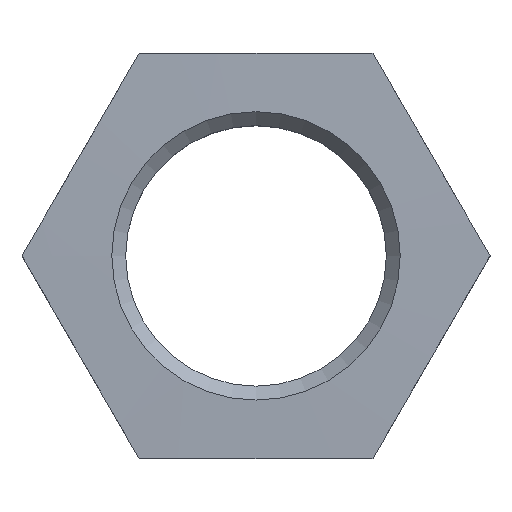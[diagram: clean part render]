
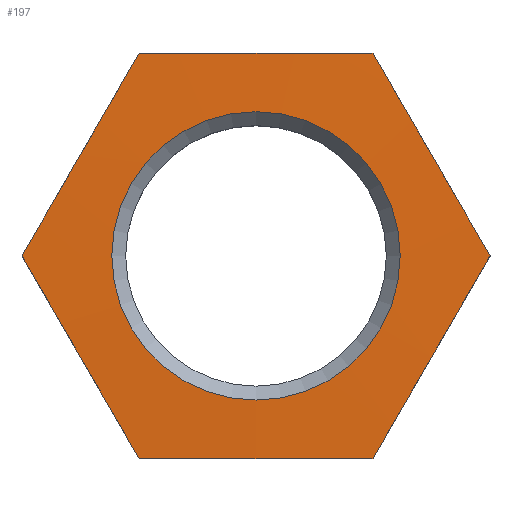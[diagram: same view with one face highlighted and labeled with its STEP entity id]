
A CAD part, top view. The second image highlights one B-rep face of the part: STEP entity #197.
In plain terms, the highlighted spherical face has radius 278 mm.
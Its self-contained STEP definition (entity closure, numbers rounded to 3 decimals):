
#18=SPHERICAL_SURFACE('',#238,278.);
#21=CIRCLE('',#227,277.912);
#22=CIRCLE('',#229,277.912);
#23=CIRCLE('',#231,277.912);
#24=CIRCLE('',#233,277.912);
#25=CIRCLE('',#235,277.912);
#26=CIRCLE('',#237,277.912);
#27=CIRCLE('',#239,4.98);
#28=CIRCLE('',#240,278.);
#39=FACE_OUTER_BOUND('',#51,.T.);
#51=EDGE_LOOP('',(#160,#161,#162,#163,#164,#165,#166,#167,#168));
#92=VERTEX_POINT('',#327);
#93=VERTEX_POINT('',#329);
#94=VERTEX_POINT('',#333);
#95=VERTEX_POINT('',#337);
#96=VERTEX_POINT('',#341);
#97=VERTEX_POINT('',#345);
#98=VERTEX_POINT('',#351);
#110=EDGE_CURVE('',#92,#93,#21,.T.);
#112=EDGE_CURVE('',#93,#94,#22,.T.);
#114=EDGE_CURVE('',#94,#95,#23,.T.);
#116=EDGE_CURVE('',#95,#96,#24,.T.);
#118=EDGE_CURVE('',#96,#97,#25,.T.);
#120=EDGE_CURVE('',#97,#92,#26,.T.);
#121=EDGE_CURVE('',#98,#98,#27,.F.);
#122=EDGE_CURVE('',#98,#97,#28,.T.);
#160=ORIENTED_EDGE('',*,*,#121,.F.);
#161=ORIENTED_EDGE('',*,*,#122,.T.);
#162=ORIENTED_EDGE('',*,*,#118,.F.);
#163=ORIENTED_EDGE('',*,*,#116,.F.);
#164=ORIENTED_EDGE('',*,*,#114,.F.);
#165=ORIENTED_EDGE('',*,*,#112,.F.);
#166=ORIENTED_EDGE('',*,*,#110,.F.);
#167=ORIENTED_EDGE('',*,*,#120,.F.);
#168=ORIENTED_EDGE('',*,*,#122,.F.);
#197=ADVANCED_FACE('',(#39),#18,.T.);
#227=AXIS2_PLACEMENT_3D('',#330,#262,#263);
#229=AXIS2_PLACEMENT_3D('',#334,#267,#268);
#231=AXIS2_PLACEMENT_3D('',#338,#272,#273);
#233=AXIS2_PLACEMENT_3D('',#342,#277,#278);
#235=AXIS2_PLACEMENT_3D('',#346,#282,#283);
#237=AXIS2_PLACEMENT_3D('',#349,#287,#288);
#238=AXIS2_PLACEMENT_3D('',#350,#289,#290);
#239=AXIS2_PLACEMENT_3D('',#352,#291,#292);
#240=AXIS2_PLACEMENT_3D('',#353,#293,#294);
#262=DIRECTION('center_axis',(0.,1.,0.));
#263=DIRECTION('ref_axis',(-1.,0.,0.));
#267=DIRECTION('center_axis',(0.866,0.5,0.));
#268=DIRECTION('ref_axis',(-0.5,0.866,0.));
#272=DIRECTION('center_axis',(0.866,-0.5,0.));
#273=DIRECTION('ref_axis',(0.5,0.866,0.));
#277=DIRECTION('center_axis',(0.,-1.,0.));
#278=DIRECTION('ref_axis',(1.,0.,0.));
#282=DIRECTION('center_axis',(-0.866,-0.5,0.));
#283=DIRECTION('ref_axis',(0.5,-0.866,0.));
#287=DIRECTION('center_axis',(-0.866,0.5,0.));
#288=DIRECTION('ref_axis',(-0.5,-0.866,0.));
#289=DIRECTION('center_axis',(0.,0.,1.));
#290=DIRECTION('ref_axis',(1.,0.,0.));
#291=DIRECTION('center_axis',(0.,0.,-1.));
#292=DIRECTION('ref_axis',(-1.,0.,0.));
#293=DIRECTION('center_axis',(0.,-1.,0.));
#294=DIRECTION('ref_axis',(-1.,0.,0.));
#327=CARTESIAN_POINT('',(-4.041,7.,277.882));
#329=CARTESIAN_POINT('',(4.041,7.,277.882));
#330=CARTESIAN_POINT('Origin',(0.,7.,0.));
#333=CARTESIAN_POINT('',(8.083,0.,277.882));
#334=CARTESIAN_POINT('Origin',(6.062,3.5,0.));
#337=CARTESIAN_POINT('',(4.041,-7.,277.882));
#338=CARTESIAN_POINT('Origin',(6.062,-3.5,0.));
#341=CARTESIAN_POINT('',(-4.041,-7.,277.882));
#342=CARTESIAN_POINT('Origin',(0.,-7.,0.));
#345=CARTESIAN_POINT('',(-8.083,0.,277.882));
#346=CARTESIAN_POINT('Origin',(-6.062,-3.5,0.));
#349=CARTESIAN_POINT('Origin',(-6.062,3.5,0.));
#350=CARTESIAN_POINT('Origin',(0.,0.,0.));
#351=CARTESIAN_POINT('',(-4.98,0.,277.955));
#352=CARTESIAN_POINT('Origin',(0.,0.,277.955));
#353=CARTESIAN_POINT('Origin',(0.,0.,0.));
